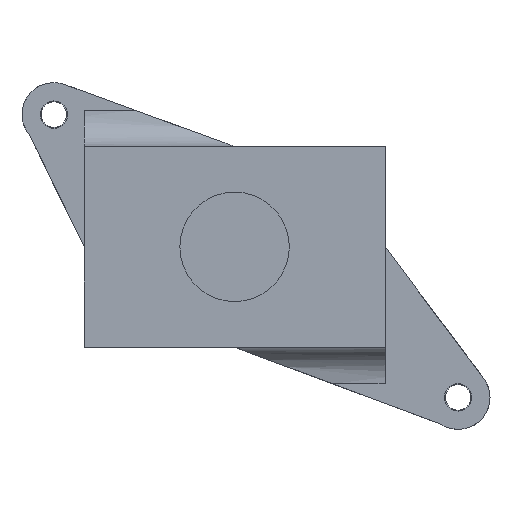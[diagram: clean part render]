
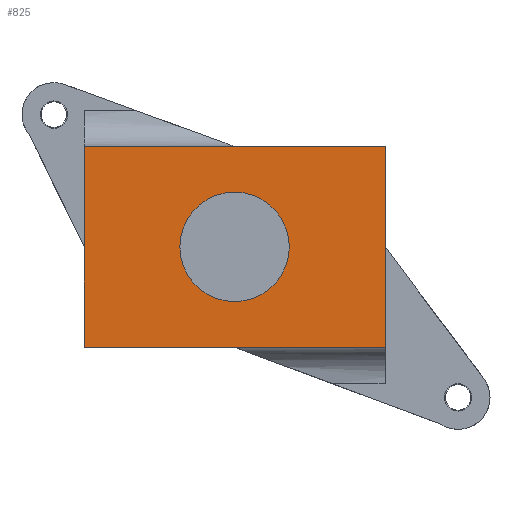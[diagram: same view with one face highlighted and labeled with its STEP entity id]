
A CAD part, front view. The second image highlights one B-rep face of the part: STEP entity #825.
In plain terms, the highlighted planar face has unit normal (0, -1, 0).
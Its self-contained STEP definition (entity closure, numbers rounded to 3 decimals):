
#19=FACE_BOUND('',#135,.T.);
#50=PLANE('',#945);
#88=FACE_OUTER_BOUND('',#134,.T.);
#134=EDGE_LOOP('',(#680,#681,#682,#683));
#135=EDGE_LOOP('',(#684,#685));
#185=LINE('',#1464,#238);
#189=LINE('',#1474,#242);
#195=LINE('',#1485,#248);
#199=LINE('',#1494,#252);
#238=VECTOR('',#1139,1000.);
#242=VECTOR('',#1147,1000.);
#248=VECTOR('',#1155,1000.);
#252=VECTOR('',#1163,1000.);
#272=CIRCLE('',#869,6.);
#273=CIRCLE('',#870,6.);
#332=VERTEX_POINT('',#1245);
#333=VERTEX_POINT('',#1247);
#395=VERTEX_POINT('',#1461);
#396=VERTEX_POINT('',#1463);
#400=VERTEX_POINT('',#1473);
#404=VERTEX_POINT('',#1484);
#421=EDGE_CURVE('',#333,#332,#272,.T.);
#422=EDGE_CURVE('',#332,#333,#273,.T.);
#497=EDGE_CURVE('',#395,#396,#185,.T.);
#502=EDGE_CURVE('',#396,#400,#189,.T.);
#508=EDGE_CURVE('',#400,#404,#195,.T.);
#513=EDGE_CURVE('',#404,#395,#199,.T.);
#680=ORIENTED_EDGE('',*,*,#497,.F.);
#681=ORIENTED_EDGE('',*,*,#513,.F.);
#682=ORIENTED_EDGE('',*,*,#508,.F.);
#683=ORIENTED_EDGE('',*,*,#502,.F.);
#684=ORIENTED_EDGE('',*,*,#421,.T.);
#685=ORIENTED_EDGE('',*,*,#422,.T.);
#825=ADVANCED_FACE('',(#88,#19),#50,.T.);
#869=AXIS2_PLACEMENT_3D('',#1248,#981,#982);
#870=AXIS2_PLACEMENT_3D('',#1249,#983,#984);
#945=AXIS2_PLACEMENT_3D('',#1501,#1171,#1172);
#981=DIRECTION('center_axis',(0.,1.,0.));
#982=DIRECTION('ref_axis',(1.,0.,0.));
#983=DIRECTION('center_axis',(0.,1.,0.));
#984=DIRECTION('ref_axis',(1.,0.,0.));
#1139=DIRECTION('',(0.,0.,1.));
#1147=DIRECTION('',(1.,0.,0.));
#1155=DIRECTION('',(0.,0.,-1.));
#1163=DIRECTION('',(-1.,0.,0.));
#1171=DIRECTION('center_axis',(0.,-1.,0.));
#1172=DIRECTION('ref_axis',(0.,0.,-1.));
#1245=CARTESIAN_POINT('',(10.5,0.,-11.));
#1247=CARTESIAN_POINT('',(22.5,0.,-11.));
#1248=CARTESIAN_POINT('Origin',(16.5,0.,-11.));
#1249=CARTESIAN_POINT('Origin',(16.5,0.,-11.));
#1461=CARTESIAN_POINT('',(0.,0.,-22.));
#1463=CARTESIAN_POINT('',(0.,0.,0.));
#1464=CARTESIAN_POINT('',(0.,0.,0.));
#1473=CARTESIAN_POINT('',(33.,0.,0.));
#1474=CARTESIAN_POINT('',(0.,0.,0.));
#1484=CARTESIAN_POINT('',(33.,0.,-22.));
#1485=CARTESIAN_POINT('',(33.,0.,0.));
#1494=CARTESIAN_POINT('',(0.,0.,-22.));
#1501=CARTESIAN_POINT('Origin',(0.,0.,0.));
